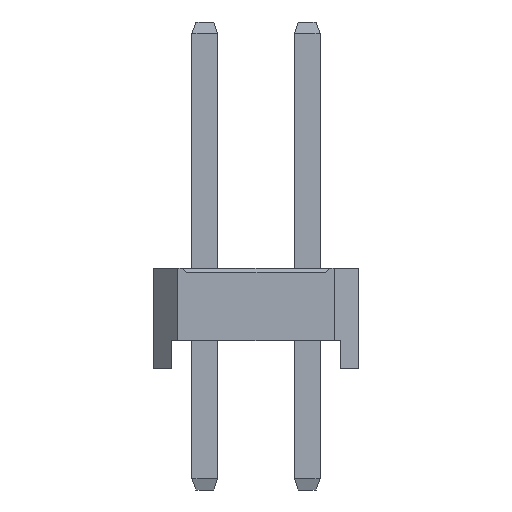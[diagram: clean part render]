
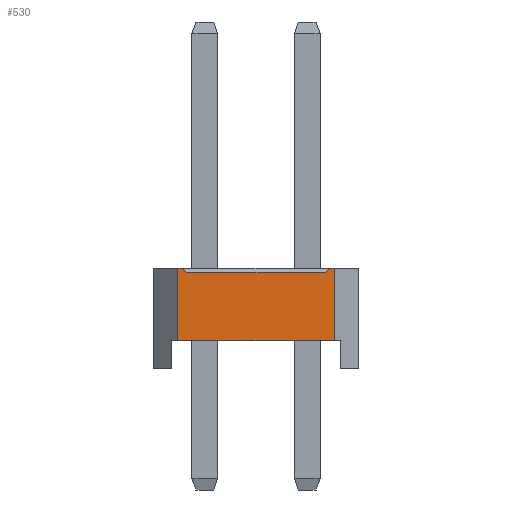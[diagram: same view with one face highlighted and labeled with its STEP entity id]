
A CAD part, left-side view. The second image highlights one B-rep face of the part: STEP entity #530.
In plain terms, the highlighted planar face has unit normal (-1, 0, 0).
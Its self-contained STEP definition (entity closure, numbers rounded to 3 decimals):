
#530=ADVANCED_FACE('',(#2361),#2363,.T.);
#2361=FACE_BOUND('',#2362,.T.);
#2362=EDGE_LOOP('',(#3811,#3812,#3813,#3814,#3815,#3816,#3817,#3818));
#2363=PLANE('',#2364);
#2364=AXIS2_PLACEMENT_3D('',#2365,#2366,#2367);
#2365=CARTESIAN_POINT('',(-1.27,3.21,0.));
#2366=DIRECTION('',(-1.,0.,0.));
#2367=DIRECTION('',(0.,-1.,0.));
#3811=ORIENTED_EDGE('',*,*,#4720,.F.);
#3812=ORIENTED_EDGE('',*,*,#4721,.T.);
#3813=ORIENTED_EDGE('',*,*,#4722,.F.);
#3814=ORIENTED_EDGE('',*,*,#4551,.F.);
#3815=ORIENTED_EDGE('',*,*,#4723,.F.);
#3816=ORIENTED_EDGE('',*,*,#4482,.T.);
#3817=ORIENTED_EDGE('',*,*,#4719,.T.);
#3818=ORIENTED_EDGE('',*,*,#4555,.F.);
#4482=EDGE_CURVE('',#4992,#4990,#4993,.T.);
#4551=EDGE_CURVE('',#5128,#5130,#5131,.T.);
#4555=EDGE_CURVE('',#5136,#5138,#5139,.T.);
#4719=EDGE_CURVE('',#4990,#5138,#5413,.T.);
#4720=EDGE_CURVE('',#5414,#5136,#5415,.F.);
#4721=EDGE_CURVE('',#5414,#5416,#5417,.T.);
#4722=EDGE_CURVE('',#5130,#5416,#5418,.F.);
#4723=EDGE_CURVE('',#4992,#5128,#5419,.T.);
#4990=VERTEX_POINT('',#5816);
#4992=VERTEX_POINT('',#5820);
#4993=LINE('',#5821,#5822);
#5128=VERTEX_POINT('',#6092);
#5130=VERTEX_POINT('',#6096);
#5131=LINE('',#6097,#6098);
#5136=VERTEX_POINT('',#6108);
#5138=VERTEX_POINT('',#6112);
#5139=LINE('',#6113,#6114);
#5413=LINE('',#6715,#6716);
#5414=VERTEX_POINT('',#6718);
#5415=LINE('',#6719,#6720);
#5416=VERTEX_POINT('',#6722);
#5417=LINE('',#6723,#6724);
#5418=LINE('',#6726,#6727);
#5419=LINE('',#6729,#6730);
#5816=CARTESIAN_POINT('',(-1.27,-0.67,0.7));
#5820=CARTESIAN_POINT('',(-1.27,3.21,0.7));
#5821=CARTESIAN_POINT('',(-1.27,3.21,0.7));
#5822=VECTOR('',#5823,1.);
#5823=DIRECTION('',(0.,-1.,0.));
#6092=CARTESIAN_POINT('',(-1.27,3.21,2.5));
#6096=CARTESIAN_POINT('',(-1.27,3.09,2.5));
#6097=CARTESIAN_POINT('',(-1.27,3.21,2.5));
#6098=VECTOR('',#6099,1.);
#6099=DIRECTION('',(0.,-1.,0.));
#6108=CARTESIAN_POINT('',(-1.27,-0.55,2.5));
#6112=CARTESIAN_POINT('',(-1.27,-0.67,2.5));
#6113=CARTESIAN_POINT('',(-1.27,-0.55,2.5));
#6114=VECTOR('',#6115,1.);
#6115=DIRECTION('',(0.,-1.,0.));
#6715=CARTESIAN_POINT('',(-1.27,-0.67,0.7));
#6716=VECTOR('',#6717,1.);
#6717=DIRECTION('',(0.,0.,1.));
#6718=CARTESIAN_POINT('',(-1.27,-0.45,2.4));
#6719=CARTESIAN_POINT('',(-1.27,-0.55,2.5));
#6720=VECTOR('',#6721,1.);
#6721=DIRECTION('',(0.,0.707,-0.707));
#6722=CARTESIAN_POINT('',(-1.27,2.99,2.4));
#6723=CARTESIAN_POINT('',(-1.27,-0.45,2.4));
#6724=VECTOR('',#6725,1.);
#6725=DIRECTION('',(0.,1.,0.));
#6726=CARTESIAN_POINT('',(-1.27,2.99,2.4));
#6727=VECTOR('',#6728,1.);
#6728=DIRECTION('',(0.,0.707,0.707));
#6729=CARTESIAN_POINT('',(-1.27,3.21,0.7));
#6730=VECTOR('',#6731,1.);
#6731=DIRECTION('',(0.,0.,1.));
